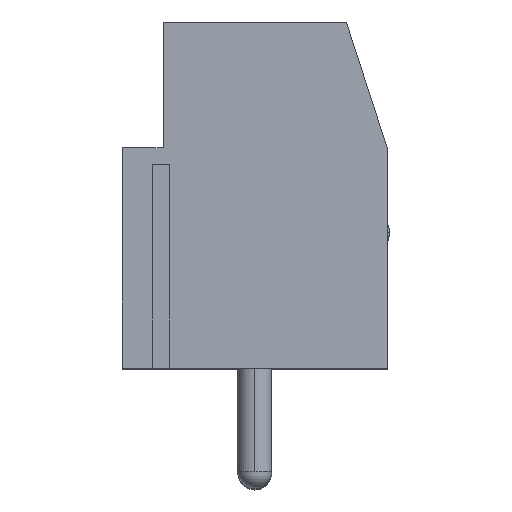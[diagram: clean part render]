
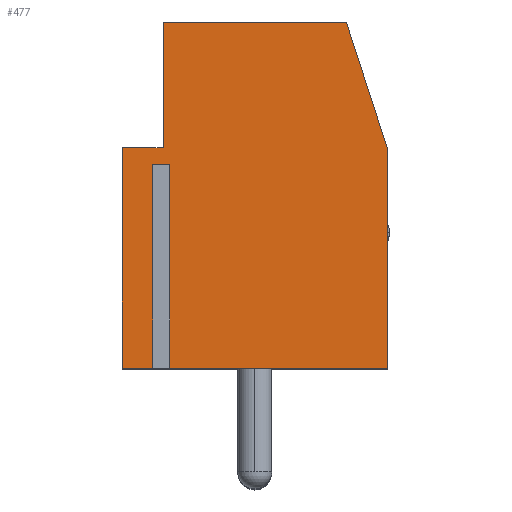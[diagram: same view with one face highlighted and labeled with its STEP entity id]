
A CAD part, top view. The second image highlights one B-rep face of the part: STEP entity #477.
In plain terms, the highlighted planar face has unit normal (0, 0, 1).
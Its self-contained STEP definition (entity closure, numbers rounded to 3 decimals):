
#34 = CARTESIAN_POINT ( 'NONE',  ( -3.9, 0., 0. ) ) ;
#171 = VECTOR ( 'NONE', #3693, 1000. ) ;
#222 = CARTESIAN_POINT ( 'NONE',  ( -2.7, 0., 0. ) ) ;
#231 = VECTOR ( 'NONE', #3294, 1000. ) ;
#312 = VERTEX_POINT ( 'NONE', #1910 ) ;
#477 = ADVANCED_FACE ( 'NONE', ( #3158 ), #1512, .T. ) ;
#569 = EDGE_CURVE ( 'NONE', #1492, #787, #5237, .T. ) ;
#579 = DIRECTION ( 'NONE',  ( 1., 0., 0. ) ) ;
#587 = CARTESIAN_POINT ( 'NONE',  ( 0., -5.1, 0. ) ) ;
#686 = EDGE_CURVE ( 'NONE', #5457, #4039, #2446, .T. ) ;
#696 = CARTESIAN_POINT ( 'NONE',  ( -2.7, 1.4, 0. ) ) ;
#730 = DIRECTION ( 'NONE',  ( -0.309, 0.951, 0. ) ) ;
#787 = VERTEX_POINT ( 'NONE', #3721 ) ;
#834 = DIRECTION ( 'NONE',  ( -1., 0., 0. ) ) ;
#851 = VECTOR ( 'NONE', #730, 1000. ) ;
#1024 = ORIENTED_EDGE ( 'NONE', *, *, #4310, .F. ) ;
#1096 = VECTOR ( 'NONE', #1916, 1000. ) ;
#1107 = LINE ( 'NONE', #1700, #3599 ) ;
#1140 = CARTESIAN_POINT ( 'NONE',  ( -2.7, 5.1, 0. ) ) ;
#1191 = CARTESIAN_POINT ( 'NONE',  ( -2.61, -5.1, 0. ) ) ;
#1254 = VERTEX_POINT ( 'NONE', #2986 ) ;
#1277 = VERTEX_POINT ( 'NONE', #1140 ) ;
#1289 = VERTEX_POINT ( 'NONE', #5290 ) ;
#1359 = VECTOR ( 'NONE', #2888, 1000. ) ;
#1377 = LINE ( 'NONE', #222, #231 ) ;
#1416 = VECTOR ( 'NONE', #2642, 1000. ) ;
#1422 = VERTEX_POINT ( 'NONE', #4018 ) ;
#1453 = CARTESIAN_POINT ( 'NONE',  ( -2.61, -9.1, 0. ) ) ;
#1457 = ORIENTED_EDGE ( 'NONE', *, *, #3451, .F. ) ;
#1464 = LINE ( 'NONE', #2797, #171 ) ;
#1470 = CARTESIAN_POINT ( 'NONE',  ( -2.89, -9.1, 0. ) ) ;
#1490 = ORIENTED_EDGE ( 'NONE', *, *, #686, .T. ) ;
#1492 = VERTEX_POINT ( 'NONE', #2628 ) ;
#1512 = PLANE ( 'NONE',  #5030 ) ;
#1646 = LINE ( 'NONE', #34, #3868 ) ;
#1700 = CARTESIAN_POINT ( 'NONE',  ( 0., 1.4, 0. ) ) ;
#1817 = LINE ( 'NONE', #5006, #5201 ) ;
#1910 = CARTESIAN_POINT ( 'NONE',  ( -2.89, 0.9, 0. ) ) ;
#1916 = DIRECTION ( 'NONE',  ( 0., 1., 0. ) ) ;
#1933 = DIRECTION ( 'NONE',  ( 0., 1., 0. ) ) ;
#2031 = EDGE_CURVE ( 'NONE', #4602, #787, #1464, .T. ) ;
#2105 = VERTEX_POINT ( 'NONE', #696 ) ;
#2281 = LINE ( 'NONE', #1453, #1096 ) ;
#2433 = CARTESIAN_POINT ( 'NONE',  ( -3., 0.9, 0. ) ) ;
#2446 = LINE ( 'NONE', #587, #1416 ) ;
#2628 = CARTESIAN_POINT ( 'NONE',  ( 3.9, 1.4, 0. ) ) ;
#2629 = ORIENTED_EDGE ( 'NONE', *, *, #3124, .T. ) ;
#2642 = DIRECTION ( 'NONE',  ( 1., 0., 0. ) ) ;
#2684 = LINE ( 'NONE', #2433, #1359 ) ;
#2702 = DIRECTION ( 'NONE',  ( 0., 0., 1. ) ) ;
#2797 = CARTESIAN_POINT ( 'NONE',  ( 0., -5.1, 0. ) ) ;
#2877 = VECTOR ( 'NONE', #3332, 1000. ) ;
#2888 = DIRECTION ( 'NONE',  ( -1., 0., 0. ) ) ;
#2986 = CARTESIAN_POINT ( 'NONE',  ( -2.61, 0.9, 0. ) ) ;
#2989 = CARTESIAN_POINT ( 'NONE',  ( -2.89, -5.1, 0. ) ) ;
#3026 = ORIENTED_EDGE ( 'NONE', *, *, #4825, .F. ) ;
#3033 = EDGE_LOOP ( 'NONE', ( #1490, #5260, #3026, #1024, #4698, #4974, #2629, #1457, #4737, #4235, #3399 ) ) ;
#3124 = EDGE_CURVE ( 'NONE', #1492, #1289, #5722, .T. ) ;
#3158 = FACE_OUTER_BOUND ( 'NONE', #3033, .T. ) ;
#3180 = VECTOR ( 'NONE', #1933, 1000. ) ;
#3294 = DIRECTION ( 'NONE',  ( 0., -1., 0. ) ) ;
#3332 = DIRECTION ( 'NONE',  ( 0., -1., 0. ) ) ;
#3358 = CARTESIAN_POINT ( 'NONE',  ( 3.94, 1.278, 0. ) ) ;
#3399 = ORIENTED_EDGE ( 'NONE', *, *, #4171, .T. ) ;
#3451 = EDGE_CURVE ( 'NONE', #1277, #1289, #1817, .T. ) ;
#3523 = EDGE_CURVE ( 'NONE', #1277, #2105, #1377, .T. ) ;
#3599 = VECTOR ( 'NONE', #834, 1000. ) ;
#3693 = DIRECTION ( 'NONE',  ( 1., 0., 0. ) ) ;
#3721 = CARTESIAN_POINT ( 'NONE',  ( 3.9, -5.1, 0. ) ) ;
#3849 = CARTESIAN_POINT ( 'NONE',  ( 0., 0., 0. ) ) ;
#3868 = VECTOR ( 'NONE', #3990, 1000. ) ;
#3953 = CARTESIAN_POINT ( 'NONE',  ( -3.9, -5.1, 0. ) ) ;
#3990 = DIRECTION ( 'NONE',  ( 0., -1., 0. ) ) ;
#4018 = CARTESIAN_POINT ( 'NONE',  ( -3.9, 1.4, 0. ) ) ;
#4039 = VERTEX_POINT ( 'NONE', #2989 ) ;
#4068 = EDGE_CURVE ( 'NONE', #2105, #1422, #1107, .T. ) ;
#4171 = EDGE_CURVE ( 'NONE', #1422, #5457, #1646, .T. ) ;
#4235 = ORIENTED_EDGE ( 'NONE', *, *, #4068, .T. ) ;
#4310 = EDGE_CURVE ( 'NONE', #4602, #1254, #2281, .T. ) ;
#4341 = EDGE_CURVE ( 'NONE', #4039, #312, #5700, .T. ) ;
#4602 = VERTEX_POINT ( 'NONE', #1191 ) ;
#4698 = ORIENTED_EDGE ( 'NONE', *, *, #2031, .T. ) ;
#4737 = ORIENTED_EDGE ( 'NONE', *, *, #3523, .T. ) ;
#4825 = EDGE_CURVE ( 'NONE', #1254, #312, #2684, .T. ) ;
#4974 = ORIENTED_EDGE ( 'NONE', *, *, #569, .F. ) ;
#5006 = CARTESIAN_POINT ( 'NONE',  ( 0., 5.1, 0. ) ) ;
#5030 = AXIS2_PLACEMENT_3D ( 'NONE', #3849, #2702, #579 ) ;
#5201 = VECTOR ( 'NONE', #5463, 1000. ) ;
#5233 = CARTESIAN_POINT ( 'NONE',  ( 3.9, 0., 0. ) ) ;
#5237 = LINE ( 'NONE', #5233, #2877 ) ;
#5260 = ORIENTED_EDGE ( 'NONE', *, *, #4341, .T. ) ;
#5290 = CARTESIAN_POINT ( 'NONE',  ( 2.7, 5.1, 0. ) ) ;
#5457 = VERTEX_POINT ( 'NONE', #3953 ) ;
#5463 = DIRECTION ( 'NONE',  ( 1., 0., 0. ) ) ;
#5700 = LINE ( 'NONE', #1470, #3180 ) ;
#5722 = LINE ( 'NONE', #3358, #851 ) ;
